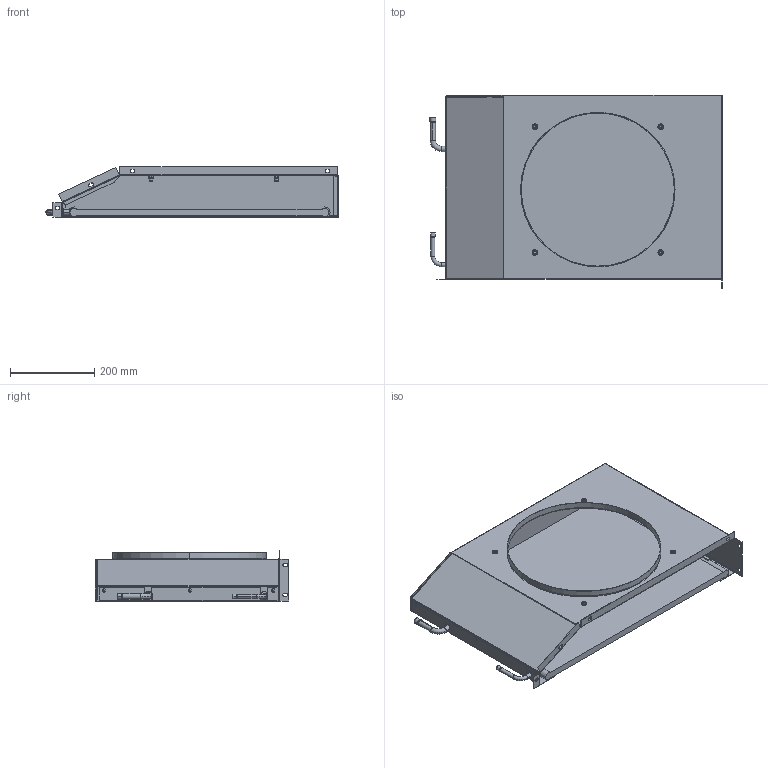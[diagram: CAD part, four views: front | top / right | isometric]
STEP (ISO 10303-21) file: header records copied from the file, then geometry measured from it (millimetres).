
FILE_DESCRIPTION((''),'2;1');
FILE_NAME('193U3125_ASM','2024-06-12T09:04:47',('U434391'),('DANFOSS COMMERCIAL COMPRESSOR'),'CREO PARAMETRIC BY PTC INC, 2022124','CREO PARAMETRIC BY PTC INC, 2022124','');
FILE_SCHEMA(('CONFIG_CONTROL_DESIGN'));
Length unit declared in the file: millimetre
Products named in the file (6): 021Z0642; 193U3124P01; 193U5105; 193U3124P01_ASM; 193U3124P02; 193U3125_ASM
Assembly tree (8 placements, depth 3):
  193U3125_ASM
    021Z0642
    193U3124P01_ASM
      193U3124P01
      193U5105  x4
    193U3124P02
Bounding box: 693.38 x 458.9 x 120.49 mm (x, y, z)
Volume: 365705.2 mm3; surface area: 1380940.2 mm2
Topology: 6 solids, 13 shells, 512 faces, 1244 edges, 764 vertices
Faces by surface type: plane 274, cylinder 164, cone 36, torus 24, bspline 14
Entity records: 13507 total; most frequent: CARTESIAN_POINT 2911, DIRECTION 2223, ORIENTED_EDGE 2112, EDGE_CURVE 1070, AXIS2_PLACEMENT_3D 771, VECTOR 681, LINE 681, VERTEX_POINT 656
